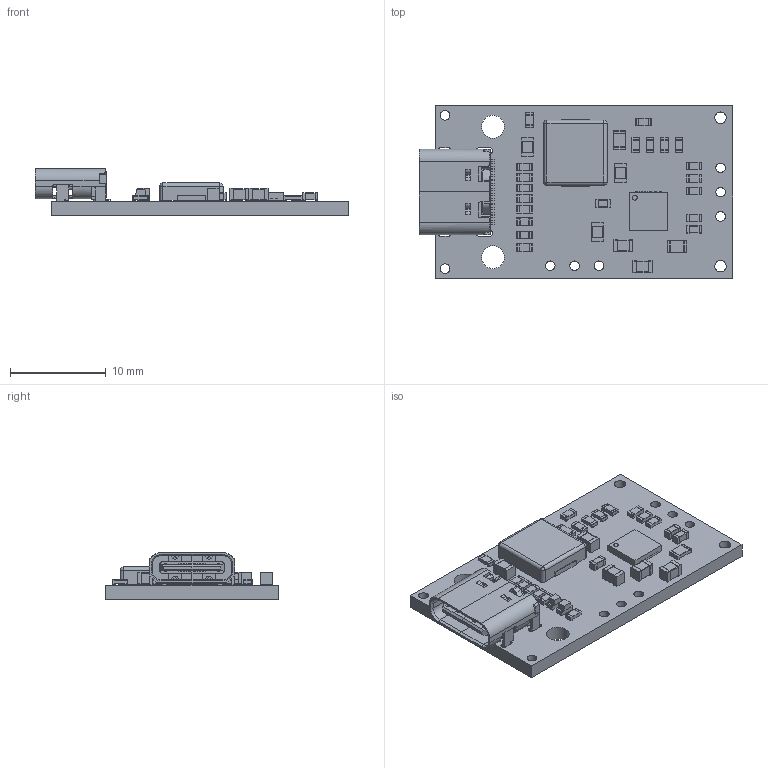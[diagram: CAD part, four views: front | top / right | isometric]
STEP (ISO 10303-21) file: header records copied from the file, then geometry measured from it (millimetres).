
FILE_DESCRIPTION(('KiCad electronic assembly'),'2;1');
FILE_NAME('USBcharger.step','2024-11-12T19:24:51',('Pcbnew'),('Kicad'), 'Open CASCADE STEP processor 7.8','KiCad to STEP converter','Unknown' );
FILE_SCHEMA(('AUTOMOTIVE_DESIGN { 1 0 10303 214 1 1 1 1 }'));
Length unit declared in the file: millimetre
Products named in the file (10): USBcharger 1; R_0603_1608Metric; C_0603_1608Metric; C_0805_2012Metric; R_0805_2012Metric; L_APV_APH0620; LED_0603_1608Metric; QFN-24-1EP_4x4mm_P0.5mm_EP2.6x2.6mm; USB_C_Receptacle_GCT_USB4105-xx-A_16P_TopMnt_Horizontal; USBcharger_PCB
Assembly tree (31 placements, depth 2):
  USBcharger 1
    R_0603_1608Metric  x15
    C_0603_1608Metric  x3
    C_0805_2012Metric  x5
    R_0805_2012Metric  x2
    L_APV_APH0620
    LED_0603_1608Metric  x2
    QFN-24-1EP_4x4mm_P0.5mm_EP2.6x2.6mm
    USB_C_Receptacle_GCT_USB4105-xx-A_16P_TopMnt_Horizontal
    USBcharger_PCB
Bounding box: 32.67 x 18 x 4.91 mm (x, y, z)
Volume: 1051.6 mm3; surface area: 2220.3 mm2
Topology: 66 solids, 66 shells, 1634 faces, 4232 edges, 2736 vertices
Faces by surface type: plane 1179, cylinder 443, cone 8, sphere 4
Full cylindrical faces by diameter (mm): 0.5 x3, 0.65 x2, 1 x8, 1.2 x2, 2.4 x2
Entity records: 38572 total; most frequent: CARTESIAN_POINT 5507, ORIENTED_EDGE 5286, DIRECTION 5239, EDGE_CURVE 2643, LINE 2139, VECTOR 2139, VERTEX_POINT 1702, AXIS2_PLACEMENT_3D 1550
